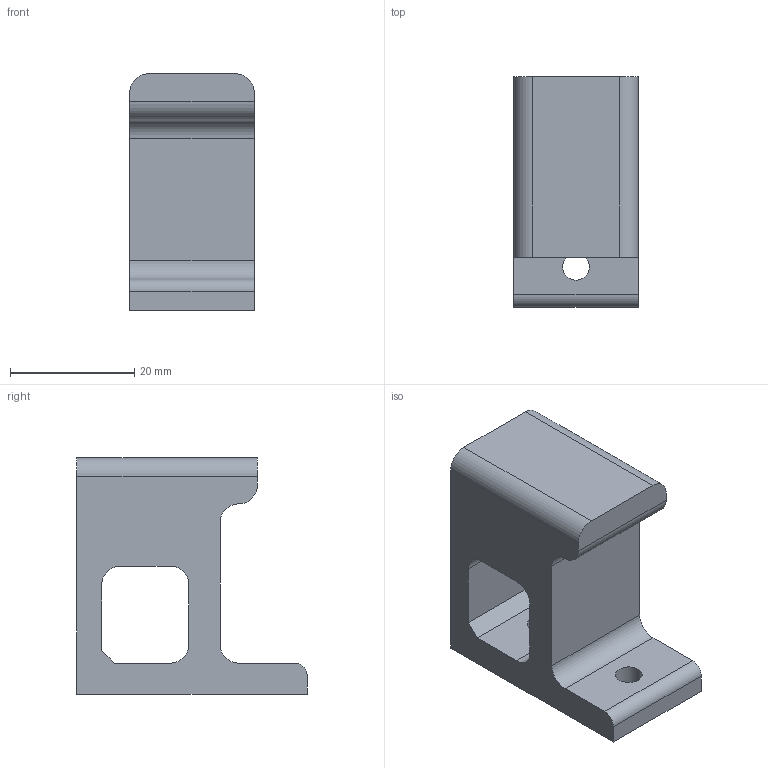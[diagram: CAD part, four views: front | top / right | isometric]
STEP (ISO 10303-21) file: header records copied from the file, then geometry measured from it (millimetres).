
FILE_DESCRIPTION (( 'STEP AP214' ), '1' );
FILE_NAME ('嘐隅嫖粣.', '2024-07-30T10:03:20', ( '' ), ( '' ), 'SwSTEP 2.0', 'SolidWorks 2022', '' );
FILE_SCHEMA (( 'AUTOMOTIVE_DESIGN' ));
Length unit declared in the file: millimetre
Products named in the file (1): 固定光轴
Bounding box: 20 x 37 x 38 mm (x, y, z)
Volume: 14679.7 mm3; surface area: 6129.9 mm2
Topology: 1 solids, 1 shells, 30 faces, 81 edges, 54 vertices
Faces by surface type: cylinder 15, plane 15
Entity records: 1001 total; most frequent: DIRECTION 173, CARTESIAN_POINT 166, ORIENTED_EDGE 162, EDGE_CURVE 81, AXIS2_PLACEMENT_3D 61, VERTEX_POINT 54, VECTOR 51, LINE 51
